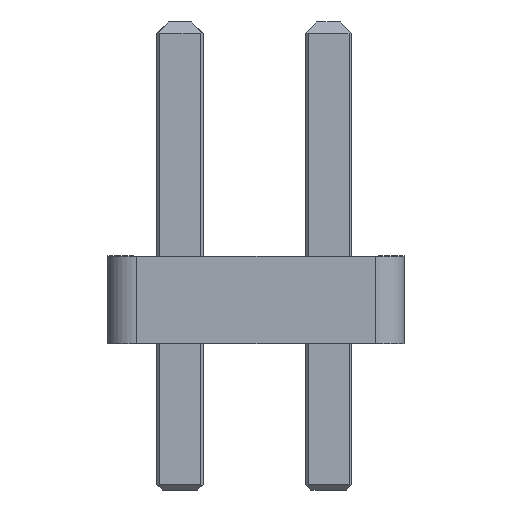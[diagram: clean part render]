
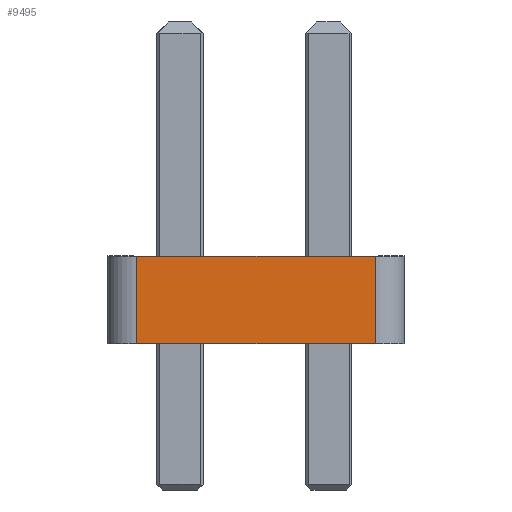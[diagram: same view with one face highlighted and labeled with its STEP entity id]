
A CAD part, left-side view. The second image highlights one B-rep face of the part: STEP entity #9495.
In plain terms, the highlighted planar face has unit normal (-1, 0, 0).
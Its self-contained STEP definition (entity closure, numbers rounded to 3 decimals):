
#675=FACE_OUTER_BOUND('',#1195,.T.);
#1195=EDGE_LOOP('',(#8337,#8338,#8339,#8340));
#2372=LINE('',#15089,#3612);
#2373=LINE('',#15094,#3613);
#2374=LINE('',#15097,#3614);
#2375=LINE('',#15098,#3615);
#3612=VECTOR('',#12397,10.);
#3613=VECTOR('',#12404,10.);
#3614=VECTOR('',#12407,10.);
#3615=VECTOR('',#12408,10.);
#4526=VERTEX_POINT('',#15086);
#4527=VERTEX_POINT('',#15088);
#4528=VERTEX_POINT('',#15092);
#4529=VERTEX_POINT('',#15096);
#5808=EDGE_CURVE('',#4527,#4526,#2372,.T.);
#5811=EDGE_CURVE('',#4527,#4528,#2373,.T.);
#5812=EDGE_CURVE('',#4529,#4526,#2374,.T.);
#5813=EDGE_CURVE('',#4528,#4529,#2375,.T.);
#8337=ORIENTED_EDGE('',*,*,#5811,.F.);
#8338=ORIENTED_EDGE('',*,*,#5808,.T.);
#8339=ORIENTED_EDGE('',*,*,#5812,.F.);
#8340=ORIENTED_EDGE('',*,*,#5813,.F.);
#8987=PLANE('',#10127);
#9495=ADVANCED_FACE('',(#675),#8987,.T.);
#10127=AXIS2_PLACEMENT_3D('',#15095,#12405,#12406);
#12397=DIRECTION('',(0.,-1.,0.));
#12404=DIRECTION('',(0.,0.,1.));
#12405=DIRECTION('center_axis',(-1.,0.,0.));
#12406=DIRECTION('ref_axis',(0.,0.,1.));
#12407=DIRECTION('',(0.,0.,-1.));
#12408=DIRECTION('',(0.,-1.,0.));
#15086=CARTESIAN_POINT('',(-12.7,-2.04,0.));
#15088=CARTESIAN_POINT('',(-12.7,2.04,0.));
#15089=CARTESIAN_POINT('',(-12.7,2.04,0.));
#15092=CARTESIAN_POINT('',(-12.7,2.04,1.5));
#15094=CARTESIAN_POINT('',(-12.7,2.04,0.));
#15095=CARTESIAN_POINT('Origin',(-12.7,0.,-0.01));
#15096=CARTESIAN_POINT('',(-12.7,-2.04,1.5));
#15097=CARTESIAN_POINT('',(-12.7,-2.04,1.5));
#15098=CARTESIAN_POINT('',(-12.7,2.04,1.5));
